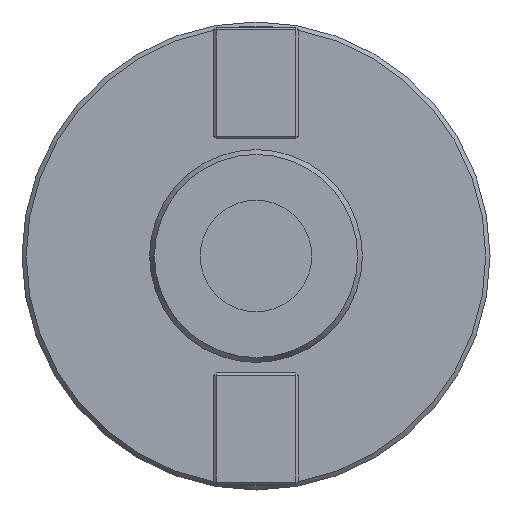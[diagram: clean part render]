
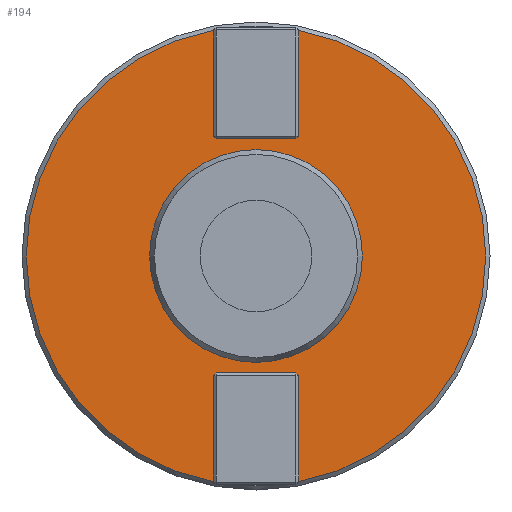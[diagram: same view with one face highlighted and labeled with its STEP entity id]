
A CAD part, left-side view. The second image highlights one B-rep face of the part: STEP entity #194.
In plain terms, the highlighted planar face has unit normal (-1, 0, 0).
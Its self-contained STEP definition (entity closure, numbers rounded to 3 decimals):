
#144=FACE_BOUND('',#412,.T.);
#145=FACE_BOUND('',#413,.T.);
#194=ADVANCED_FACE('',(#144,#145),#255,.F.);
#255=PLANE('',#1319);
#412=EDGE_LOOP('',(#793));
#413=EDGE_LOOP('',(#794,#795,#796,#797,#798,#799,#800,#801,#802,#803,#804,
#805));
#485=LINE('',#2491,#577);
#486=LINE('',#2494,#578);
#487=LINE('',#2495,#579);
#488=LINE('',#2497,#580);
#489=LINE('',#2499,#581);
#490=LINE('',#2501,#582);
#491=LINE('',#2503,#583);
#492=LINE('',#2504,#584);
#493=LINE('',#2506,#585);
#494=LINE('',#2508,#586);
#577=VECTOR('',#1527,1.);
#578=VECTOR('',#1528,1.);
#579=VECTOR('',#1529,1.);
#580=VECTOR('',#1530,1.);
#581=VECTOR('',#1531,1.);
#582=VECTOR('',#1532,1.);
#583=VECTOR('',#1533,1.);
#584=VECTOR('',#1534,1.);
#585=VECTOR('',#1535,1.);
#586=VECTOR('',#1536,1.);
#793=ORIENTED_EDGE('',*,*,#1152,.F.);
#794=ORIENTED_EDGE('',*,*,#1153,.T.);
#795=ORIENTED_EDGE('',*,*,#1154,.T.);
#796=ORIENTED_EDGE('',*,*,#1150,.T.);
#797=ORIENTED_EDGE('',*,*,#1155,.T.);
#798=ORIENTED_EDGE('',*,*,#1156,.T.);
#799=ORIENTED_EDGE('',*,*,#1157,.T.);
#800=ORIENTED_EDGE('',*,*,#1158,.T.);
#801=ORIENTED_EDGE('',*,*,#1159,.T.);
#802=ORIENTED_EDGE('',*,*,#1143,.T.);
#803=ORIENTED_EDGE('',*,*,#1160,.T.);
#804=ORIENTED_EDGE('',*,*,#1161,.T.);
#805=ORIENTED_EDGE('',*,*,#1162,.T.);
#1021=VERTEX_POINT('',#2450);
#1022=VERTEX_POINT('',#2452);
#1027=VERTEX_POINT('',#2481);
#1028=VERTEX_POINT('',#2483);
#1029=VERTEX_POINT('',#2490);
#1030=VERTEX_POINT('',#2492);
#1031=VERTEX_POINT('',#2493);
#1032=VERTEX_POINT('',#2496);
#1033=VERTEX_POINT('',#2498);
#1034=VERTEX_POINT('',#2500);
#1035=VERTEX_POINT('',#2502);
#1036=VERTEX_POINT('',#2505);
#1037=VERTEX_POINT('',#2507);
#1143=EDGE_CURVE('',#1022,#1021,#1244,.T.);
#1150=EDGE_CURVE('',#1028,#1027,#1245,.T.);
#1152=EDGE_CURVE('',#1029,#1029,#1246,.T.);
#1153=EDGE_CURVE('',#1030,#1031,#485,.T.);
#1154=EDGE_CURVE('',#1031,#1028,#486,.T.);
#1155=EDGE_CURVE('',#1027,#1032,#487,.T.);
#1156=EDGE_CURVE('',#1032,#1033,#488,.T.);
#1157=EDGE_CURVE('',#1033,#1034,#489,.T.);
#1158=EDGE_CURVE('',#1034,#1035,#490,.T.);
#1159=EDGE_CURVE('',#1035,#1022,#491,.T.);
#1160=EDGE_CURVE('',#1021,#1036,#492,.T.);
#1161=EDGE_CURVE('',#1036,#1037,#493,.T.);
#1162=EDGE_CURVE('',#1037,#1030,#494,.T.);
#1244=CIRCLE('',#1315,43.2);
#1245=CIRCLE('',#1316,43.2);
#1246=CIRCLE('',#1318,20.);
#1315=AXIS2_PLACEMENT_3D('',#2451,#1519,#1520);
#1316=AXIS2_PLACEMENT_3D('',#2482,#1521,#1522);
#1318=AXIS2_PLACEMENT_3D('',#2489,#1525,#1526);
#1319=AXIS2_PLACEMENT_3D('',#2509,#1537,#1538);
#1519=DIRECTION('',(-1.,0.,0.));
#1520=DIRECTION('',(0.,0.,-1.));
#1521=DIRECTION('',(-1.,0.,0.));
#1522=DIRECTION('',(0.,0.,-1.));
#1525=DIRECTION('',(-1.,0.,0.));
#1526=DIRECTION('',(0.,0.,-1.));
#1527=DIRECTION('',(0.,-0.707,-0.707));
#1528=DIRECTION('',(0.,0.,-1.));
#1529=DIRECTION('',(0.,0.,-1.));
#1530=DIRECTION('',(0.,0.707,-0.707));
#1531=DIRECTION('',(0.,1.,0.));
#1532=DIRECTION('',(0.,0.707,0.707));
#1533=DIRECTION('',(0.,0.,1.));
#1534=DIRECTION('',(0.,0.,1.));
#1535=DIRECTION('',(0.,-0.707,0.707));
#1536=DIRECTION('',(0.,-1.,0.));
#1537=DIRECTION('',(1.,0.,0.));
#1538=DIRECTION('',(0.,0.,-1.));
#2450=CARTESIAN_POINT('',(27.,8.,-42.453));
#2451=CARTESIAN_POINT('',(27.,0.,0.));
#2452=CARTESIAN_POINT('',(27.,8.,42.453));
#2481=CARTESIAN_POINT('',(27.,-8.,42.453));
#2482=CARTESIAN_POINT('',(27.,0.,0.));
#2483=CARTESIAN_POINT('',(27.,-8.,-42.453));
#2489=CARTESIAN_POINT('',(27.,0.,0.));
#2490=CARTESIAN_POINT('',(27.,0.,-20.));
#2491=CARTESIAN_POINT('',(27.,18.,3.5));
#2492=CARTESIAN_POINT('',(27.,-7.5,-22.));
#2493=CARTESIAN_POINT('',(27.,-8.,-22.5));
#2494=CARTESIAN_POINT('',(27.,-8.,0.));
#2495=CARTESIAN_POINT('',(27.,-8.,0.));
#2496=CARTESIAN_POINT('',(27.,-8.,22.5));
#2497=CARTESIAN_POINT('',(27.,18.,-3.5));
#2498=CARTESIAN_POINT('',(27.,-7.5,22.));
#2499=CARTESIAN_POINT('',(27.,21.499,22.));
#2500=CARTESIAN_POINT('',(27.,7.5,22.));
#2501=CARTESIAN_POINT('',(27.,3.5,18.));
#2502=CARTESIAN_POINT('',(27.,8.,22.5));
#2503=CARTESIAN_POINT('',(27.,8.,0.));
#2504=CARTESIAN_POINT('',(27.,8.,0.));
#2505=CARTESIAN_POINT('',(27.,8.,-22.5));
#2506=CARTESIAN_POINT('',(27.,3.5,-18.));
#2507=CARTESIAN_POINT('',(27.,7.5,-22.));
#2508=CARTESIAN_POINT('',(27.,21.499,-22.));
#2509=CARTESIAN_POINT('',(27.,21.499,0.));
